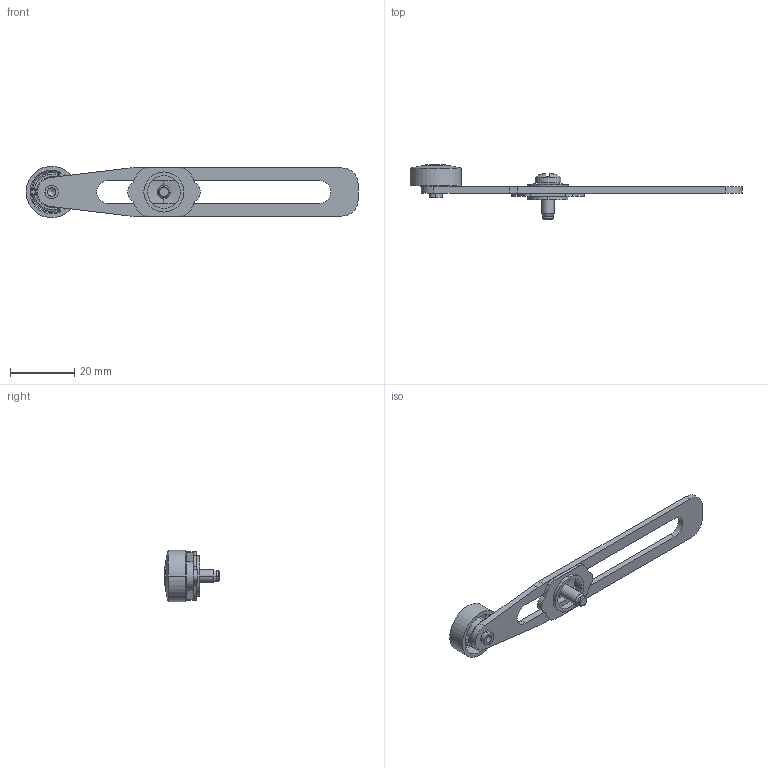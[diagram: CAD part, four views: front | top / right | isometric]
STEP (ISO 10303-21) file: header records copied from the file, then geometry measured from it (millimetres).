
FILE_DESCRIPTION(('STEP AP242'),'1');
FILE_NAME('switch_zcy45.stp','2019-08-19T10:02:24',('TraceParts'),('TraceParts S.A.'),'Spatial InterOp 3D',' ',' ');
FILE_SCHEMA(('AP242_MANAGED_MODEL_BASED_3D_ENGINEERING_MIM_LF {1 0 10303 442 1 1 4}'));
Length unit declared in the file: millimetre
Products named in the file (1): switch_zcy45_1
Bounding box: 103.5 x 17.1 x 16 mm (x, y, z)
Volume: 3305.5 mm3; surface area: 5100 mm2
Topology: 6 solids, 6 shells, 254 faces, 655 edges, 405 vertices
Faces by surface type: cylinder 96, plane 72, cone 28, torus 21, sphere 21, bspline 16
Entity records: 8278 total; most frequent: CARTESIAN_POINT 2034, DIRECTION 1381, ORIENTED_EDGE 1286, EDGE_CURVE 643, AXIS2_PLACEMENT_3D 570, VERTEX_POINT 405, CIRCLE 326, EDGE_LOOP 268
